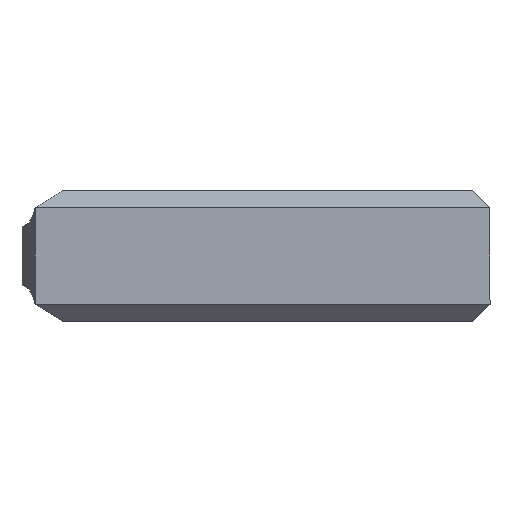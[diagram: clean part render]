
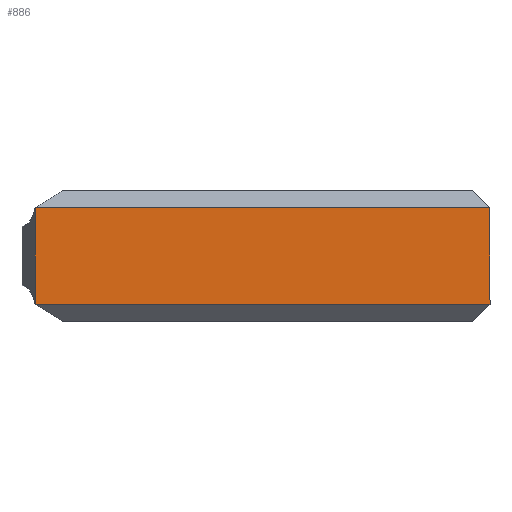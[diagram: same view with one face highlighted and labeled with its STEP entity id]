
A CAD part, front view. The second image highlights one B-rep face of the part: STEP entity #886.
In plain terms, the highlighted planar face has unit normal (0, -1, 0).
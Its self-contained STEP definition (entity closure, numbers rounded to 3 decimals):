
#60=PLANE('',#946);
#105=FACE_OUTER_BOUND('',#150,.T.);
#150=EDGE_LOOP('',(#829,#830,#831,#832));
#161=LINE('',#1251,#278);
#179=LINE('',#1312,#296);
#263=LINE('',#1479,#380);
#268=LINE('',#1487,#385);
#278=VECTOR('',#972,10.);
#296=VECTOR('',#1004,10.);
#380=VECTOR('',#1144,10.);
#385=VECTOR('',#1155,10.);
#399=VERTEX_POINT('',#1240);
#400=VERTEX_POINT('',#1250);
#413=VERTEX_POINT('',#1309);
#414=VERTEX_POINT('',#1311);
#483=EDGE_CURVE('',#400,#399,#161,.T.);
#503=EDGE_CURVE('',#414,#413,#179,.T.);
#587=EDGE_CURVE('',#400,#413,#263,.T.);
#592=EDGE_CURVE('',#399,#414,#268,.T.);
#829=ORIENTED_EDGE('',*,*,#592,.T.);
#830=ORIENTED_EDGE('',*,*,#503,.T.);
#831=ORIENTED_EDGE('',*,*,#587,.F.);
#832=ORIENTED_EDGE('',*,*,#483,.T.);
#886=ADVANCED_FACE('',(#105),#60,.T.);
#946=AXIS2_PLACEMENT_3D('',#1488,#1156,#1157);
#972=DIRECTION('',(0.,0.,-1.));
#1004=DIRECTION('',(0.,0.,1.));
#1144=DIRECTION('',(1.,0.,0.));
#1155=DIRECTION('',(1.,0.,0.));
#1156=DIRECTION('center_axis',(0.,-1.,0.));
#1157=DIRECTION('ref_axis',(0.,0.,-1.));
#1240=CARTESIAN_POINT('',(6.02,-3.035,-7.836));
#1250=CARTESIAN_POINT('',(6.02,-3.035,7.836));
#1251=CARTESIAN_POINT('',(6.02,-3.035,7.836));
#1309=CARTESIAN_POINT('',(80.061,-3.035,7.836));
#1311=CARTESIAN_POINT('',(80.061,-3.035,-7.836));
#1312=CARTESIAN_POINT('',(80.061,-3.035,3.918));
#1479=CARTESIAN_POINT('',(70.053,-3.035,7.836));
#1487=CARTESIAN_POINT('',(70.053,-3.035,-7.836));
#1488=CARTESIAN_POINT('Origin',(0.,-3.035,7.836));
